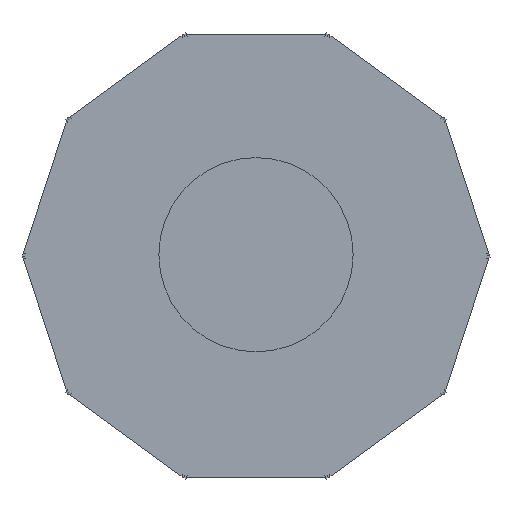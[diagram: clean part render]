
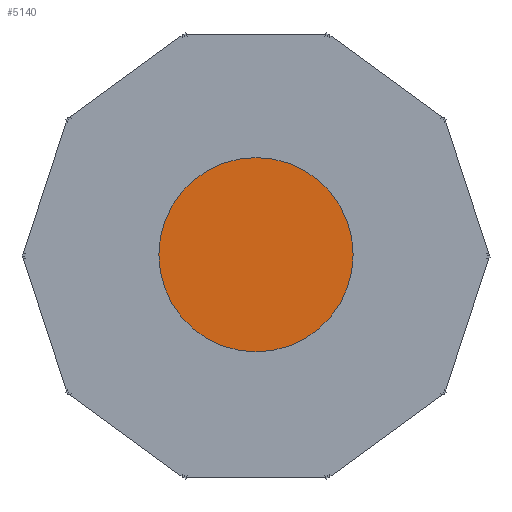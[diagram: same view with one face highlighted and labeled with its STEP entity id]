
A CAD part, front view. The second image highlights one B-rep face of the part: STEP entity #5140.
In plain terms, the highlighted planar face has unit normal (0, -1, 0).
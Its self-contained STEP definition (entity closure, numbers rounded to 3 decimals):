
#4 = FACE_OUTER_BOUND ( 'NONE', #6299, .T. ) ;
#305 = VERTEX_POINT ( 'NONE', #5584 ) ;
#634 = DIRECTION ( 'NONE',  ( 0., 0., 1. ) ) ;
#775 = AXIS2_PLACEMENT_3D ( 'NONE', #1807, #3455, #634 ) ;
#786 = DIRECTION ( 'NONE',  ( 0., -1., 0. ) ) ;
#1013 = ORIENTED_EDGE ( 'NONE', *, *, #3250, .T. ) ;
#1807 = CARTESIAN_POINT ( 'NONE',  ( 10., -15., 15. ) ) ;
#3250 = EDGE_CURVE ( 'NONE', #305, #5228, #3564, .T. ) ;
#3455 = DIRECTION ( 'NONE',  ( 0., 1., 0. ) ) ;
#3564 = CIRCLE ( 'NONE', #4890, 13.128 ) ;
#3738 = AXIS2_PLACEMENT_3D ( 'NONE', #6312, #4447, #3875 ) ;
#3851 = CIRCLE ( 'NONE', #3738, 13.128 ) ;
#3875 = DIRECTION ( 'NONE',  ( 0., 0., -1. ) ) ;
#4166 = PLANE ( 'NONE',  #775 ) ;
#4447 = DIRECTION ( 'NONE',  ( 0., -1., 0. ) ) ;
#4767 = DIRECTION ( 'NONE',  ( 0., 0., -1. ) ) ;
#4890 = AXIS2_PLACEMENT_3D ( 'NONE', #5329, #786, #4767 ) ;
#5140 = ADVANCED_FACE ( 'NONE', ( #4 ), #4166, .F. ) ;
#5228 = VERTEX_POINT ( 'NONE', #6568 ) ;
#5295 = ORIENTED_EDGE ( 'NONE', *, *, #6423, .T. ) ;
#5329 = CARTESIAN_POINT ( 'NONE',  ( 0., -15., 7.676 ) ) ;
#5584 = CARTESIAN_POINT ( 'NONE',  ( 0., -15., -5.452 ) ) ;
#6299 = EDGE_LOOP ( 'NONE', ( #5295, #1013 ) ) ;
#6312 = CARTESIAN_POINT ( 'NONE',  ( 0., -15., 7.676 ) ) ;
#6423 = EDGE_CURVE ( 'NONE', #5228, #305, #3851, .T. ) ;
#6568 = CARTESIAN_POINT ( 'NONE',  ( 0., -15., 20.805 ) ) ;
